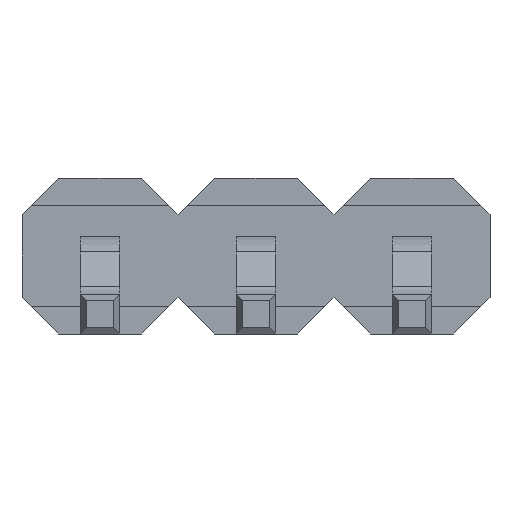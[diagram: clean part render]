
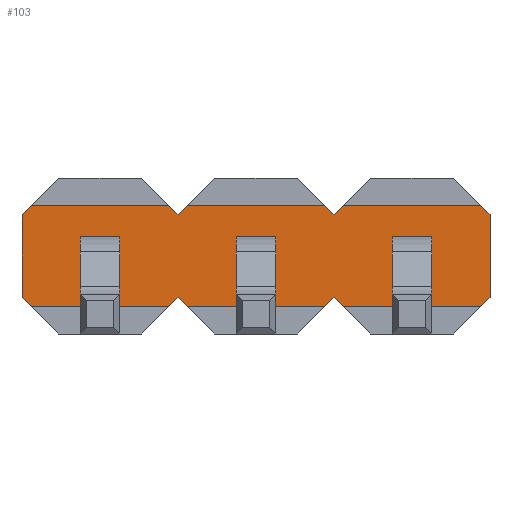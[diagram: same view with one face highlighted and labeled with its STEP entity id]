
A CAD part, front view. The second image highlights one B-rep face of the part: STEP entity #103.
In plain terms, the highlighted planar face has unit normal (0, -1, 0).
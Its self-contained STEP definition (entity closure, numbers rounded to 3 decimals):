
#103=ADVANCED_FACE('',(#1273,#1275,#1277,#1279),#1281,.F.);
#1273=FACE_BOUND('',#1274,.T.);
#1274=EDGE_LOOP('',(#2224,#2225,#2226,#2227,#2228,#2229,#2230,#2231,#2232,#2233,
#2234,#2235,#2236,#2237,#2238,#2239,#2240,#2241,#2242,#2243));
#1275=FACE_BOUND('',#1276,.T.);
#1276=EDGE_LOOP('',(#2244,#2245,#2246,#2247));
#1277=FACE_BOUND('',#1278,.T.);
#1278=EDGE_LOOP('',(#2248,#2249,#2250,#2251));
#1279=FACE_BOUND('',#1280,.T.);
#1280=EDGE_LOOP('',(#2252,#2253,#2254,#2255));
#1281=PLANE('',#1282);
#1282=AXIS2_PLACEMENT_3D('',#1283,#1284,#1285);
#1283=CARTESIAN_POINT('',(0.,3.45,0.));
#1284=DIRECTION('',(-0.,1.,0.));
#1285=DIRECTION('',(1.,0.,0.));
#2224=ORIENTED_EDGE('',*,*,#2891,.F.);
#2225=ORIENTED_EDGE('',*,*,#2892,.F.);
#2226=ORIENTED_EDGE('',*,*,#2893,.F.);
#2227=ORIENTED_EDGE('',*,*,#2894,.F.);
#2228=ORIENTED_EDGE('',*,*,#2895,.F.);
#2229=ORIENTED_EDGE('',*,*,#2896,.F.);
#2230=ORIENTED_EDGE('',*,*,#2897,.F.);
#2231=ORIENTED_EDGE('',*,*,#2898,.F.);
#2232=ORIENTED_EDGE('',*,*,#2899,.F.);
#2233=ORIENTED_EDGE('',*,*,#2900,.F.);
#2234=ORIENTED_EDGE('',*,*,#2901,.F.);
#2235=ORIENTED_EDGE('',*,*,#2902,.F.);
#2236=ORIENTED_EDGE('',*,*,#2903,.F.);
#2237=ORIENTED_EDGE('',*,*,#2835,.F.);
#2238=ORIENTED_EDGE('',*,*,#2887,.F.);
#2239=ORIENTED_EDGE('',*,*,#2904,.F.);
#2240=ORIENTED_EDGE('',*,*,#2905,.F.);
#2241=ORIENTED_EDGE('',*,*,#2906,.F.);
#2242=ORIENTED_EDGE('',*,*,#2907,.F.);
#2243=ORIENTED_EDGE('',*,*,#2908,.F.);
#2244=ORIENTED_EDGE('',*,*,#2909,.F.);
#2245=ORIENTED_EDGE('',*,*,#2910,.F.);
#2246=ORIENTED_EDGE('',*,*,#2911,.F.);
#2247=ORIENTED_EDGE('',*,*,#2912,.F.);
#2248=ORIENTED_EDGE('',*,*,#2913,.F.);
#2249=ORIENTED_EDGE('',*,*,#2914,.F.);
#2250=ORIENTED_EDGE('',*,*,#2915,.F.);
#2251=ORIENTED_EDGE('',*,*,#2916,.F.);
#2252=ORIENTED_EDGE('',*,*,#2917,.F.);
#2253=ORIENTED_EDGE('',*,*,#2918,.F.);
#2254=ORIENTED_EDGE('',*,*,#2919,.F.);
#2255=ORIENTED_EDGE('',*,*,#2920,.F.);
#2835=EDGE_CURVE('',#3179,#3181,#3182,.F.);
#2887=EDGE_CURVE('',#3281,#3179,#3282,.F.);
#2891=EDGE_CURVE('',#3288,#3289,#3290,.F.);
#2892=EDGE_CURVE('',#3291,#3288,#3292,.T.);
#2893=EDGE_CURVE('',#3293,#3291,#3294,.F.);
#2894=EDGE_CURVE('',#3295,#3293,#3296,.F.);
#2895=EDGE_CURVE('',#3297,#3295,#3298,.F.);
#2896=EDGE_CURVE('',#3299,#3297,#3300,.T.);
#2897=EDGE_CURVE('',#3301,#3299,#3302,.F.);
#2898=EDGE_CURVE('',#3303,#3301,#3304,.F.);
#2899=EDGE_CURVE('',#3305,#3303,#3306,.T.);
#2900=EDGE_CURVE('',#3307,#3305,#3308,.F.);
#2901=EDGE_CURVE('',#3309,#3307,#3310,.F.);
#2902=EDGE_CURVE('',#3311,#3309,#3312,.T.);
#2903=EDGE_CURVE('',#3181,#3311,#3313,.F.);
#2904=EDGE_CURVE('',#3314,#3281,#3315,.T.);
#2905=EDGE_CURVE('',#3316,#3314,#3317,.F.);
#2906=EDGE_CURVE('',#3318,#3316,#3319,.F.);
#2907=EDGE_CURVE('',#3320,#3318,#3321,.T.);
#2908=EDGE_CURVE('',#3289,#3320,#3322,.F.);
#2909=EDGE_CURVE('',#3323,#3324,#3325,.F.);
#2910=EDGE_CURVE('',#3326,#3323,#3327,.F.);
#2911=EDGE_CURVE('',#3328,#3326,#3329,.F.);
#2912=EDGE_CURVE('',#3324,#3328,#3330,.F.);
#2913=EDGE_CURVE('',#3331,#3332,#3333,.F.);
#2914=EDGE_CURVE('',#3334,#3331,#3335,.F.);
#2915=EDGE_CURVE('',#3336,#3334,#3337,.F.);
#2916=EDGE_CURVE('',#3332,#3336,#3338,.F.);
#2917=EDGE_CURVE('',#3339,#3340,#3341,.F.);
#2918=EDGE_CURVE('',#3342,#3339,#3343,.F.);
#2919=EDGE_CURVE('',#3344,#3342,#3345,.F.);
#2920=EDGE_CURVE('',#3340,#3344,#3346,.F.);
#3179=VERTEX_POINT('',#3747);
#3181=VERTEX_POINT('',#3751);
#3182=LINE('',#3752,#3753);
#3281=VERTEX_POINT('',#3955);
#3282=LINE('',#3956,#3957);
#3288=VERTEX_POINT('',#3970);
#3289=VERTEX_POINT('',#3971);
#3290=LINE('',#3972,#3973);
#3291=VERTEX_POINT('',#3975);
#3292=LINE('',#3976,#3977);
#3293=VERTEX_POINT('',#3979);
#3294=LINE('',#3980,#3981);
#3295=VERTEX_POINT('',#3983);
#3296=LINE('',#3984,#3985);
#3297=VERTEX_POINT('',#3987);
#3298=LINE('',#3988,#3989);
#3299=VERTEX_POINT('',#3991);
#3300=LINE('',#3992,#3993);
#3301=VERTEX_POINT('',#3995);
#3302=LINE('',#3996,#3997);
#3303=VERTEX_POINT('',#3999);
#3304=LINE('',#4000,#4001);
#3305=VERTEX_POINT('',#4003);
#3306=LINE('',#4004,#4005);
#3307=VERTEX_POINT('',#4007);
#3308=LINE('',#4008,#4009);
#3309=VERTEX_POINT('',#4011);
#3310=LINE('',#4012,#4013);
#3311=VERTEX_POINT('',#4015);
#3312=LINE('',#4016,#4017);
#3313=LINE('',#4019,#4020);
#3314=VERTEX_POINT('',#4022);
#3315=LINE('',#4023,#4024);
#3316=VERTEX_POINT('',#4026);
#3317=LINE('',#4027,#4028);
#3318=VERTEX_POINT('',#4030);
#3319=LINE('',#4031,#4032);
#3320=VERTEX_POINT('',#4034);
#3321=LINE('',#4035,#4036);
#3322=LINE('',#4038,#4039);
#3323=VERTEX_POINT('',#4041);
#3324=VERTEX_POINT('',#4042);
#3325=LINE('',#4043,#4044);
#3326=VERTEX_POINT('',#4046);
#3327=LINE('',#4047,#4048);
#3328=VERTEX_POINT('',#4050);
#3329=LINE('',#4051,#4052);
#3330=LINE('',#4054,#4055);
#3331=VERTEX_POINT('',#4057);
#3332=VERTEX_POINT('',#4058);
#3333=LINE('',#4059,#4060);
#3334=VERTEX_POINT('',#4062);
#3335=LINE('',#4063,#4064);
#3336=VERTEX_POINT('',#4066);
#3337=LINE('',#4067,#4068);
#3338=LINE('',#4070,#4071);
#3339=VERTEX_POINT('',#4073);
#3340=VERTEX_POINT('',#4074);
#3341=LINE('',#4075,#4076);
#3342=VERTEX_POINT('',#4078);
#3343=LINE('',#4079,#4080);
#3344=VERTEX_POINT('',#4082);
#3345=LINE('',#4083,#4084);
#3346=LINE('',#4086,#4087);
#3747=CARTESIAN_POINT('',(6.35,3.45,1.94));
#3751=CARTESIAN_POINT('',(6.35,3.45,0.6));
#3752=CARTESIAN_POINT('',(6.35,3.45,0.6));
#3753=VECTOR('',#3754,1.);
#3754=DIRECTION('',(0.,0.,1.));
#3955=CARTESIAN_POINT('',(6.2,3.45,2.09));
#3956=CARTESIAN_POINT('',(6.35,3.45,1.94));
#3957=VECTOR('',#3958,1.);
#3958=DIRECTION('',(-0.707,0.,0.707));
#3970=CARTESIAN_POINT('',(1.12,3.45,2.09));
#3971=CARTESIAN_POINT('',(1.27,3.45,1.94));
#3972=CARTESIAN_POINT('',(1.27,3.45,1.94));
#3973=VECTOR('',#3974,1.);
#3974=DIRECTION('',(-0.707,0.,0.707));
#3975=CARTESIAN_POINT('',(-1.12,3.45,2.09));
#3976=CARTESIAN_POINT('',(-1.12,3.45,2.09));
#3977=VECTOR('',#3978,1.);
#3978=DIRECTION('',(1.,0.,0.));
#3979=CARTESIAN_POINT('',(-1.27,3.45,1.94));
#3980=CARTESIAN_POINT('',(-1.12,3.45,2.09));
#3981=VECTOR('',#3982,1.);
#3982=DIRECTION('',(-0.707,0.,-0.707));
#3983=CARTESIAN_POINT('',(-1.27,3.45,0.6));
#3984=CARTESIAN_POINT('',(-1.27,3.45,1.94));
#3985=VECTOR('',#3986,1.);
#3986=DIRECTION('',(0.,0.,-1.));
#3987=CARTESIAN_POINT('',(-1.12,3.45,0.45));
#3988=CARTESIAN_POINT('',(-1.27,3.45,0.6));
#3989=VECTOR('',#3990,1.);
#3990=DIRECTION('',(0.707,0.,-0.707));
#3991=CARTESIAN_POINT('',(1.12,3.45,0.45));
#3992=CARTESIAN_POINT('',(1.12,3.45,0.45));
#3993=VECTOR('',#3994,1.);
#3994=DIRECTION('',(-1.,0.,0.));
#3995=CARTESIAN_POINT('',(1.27,3.45,0.6));
#3996=CARTESIAN_POINT('',(1.12,3.45,0.45));
#3997=VECTOR('',#3998,1.);
#3998=DIRECTION('',(0.707,0.,0.707));
#3999=CARTESIAN_POINT('',(1.42,3.45,0.45));
#4000=CARTESIAN_POINT('',(1.27,3.45,0.6));
#4001=VECTOR('',#4002,1.);
#4002=DIRECTION('',(0.707,0.,-0.707));
#4003=CARTESIAN_POINT('',(3.66,3.45,0.45));
#4004=CARTESIAN_POINT('',(3.66,3.45,0.45));
#4005=VECTOR('',#4006,1.);
#4006=DIRECTION('',(-1.,0.,0.));
#4007=CARTESIAN_POINT('',(3.81,3.45,0.6));
#4008=CARTESIAN_POINT('',(3.66,3.45,0.45));
#4009=VECTOR('',#4010,1.);
#4010=DIRECTION('',(0.707,0.,0.707));
#4011=CARTESIAN_POINT('',(3.96,3.45,0.45));
#4012=CARTESIAN_POINT('',(3.81,3.45,0.6));
#4013=VECTOR('',#4014,1.);
#4014=DIRECTION('',(0.707,0.,-0.707));
#4015=CARTESIAN_POINT('',(6.2,3.45,0.45));
#4016=CARTESIAN_POINT('',(6.2,3.45,0.45));
#4017=VECTOR('',#4018,1.);
#4018=DIRECTION('',(-1.,0.,0.));
#4019=CARTESIAN_POINT('',(6.2,3.45,0.45));
#4020=VECTOR('',#4021,1.);
#4021=DIRECTION('',(0.707,0.,0.707));
#4022=CARTESIAN_POINT('',(3.96,3.45,2.09));
#4023=CARTESIAN_POINT('',(3.96,3.45,2.09));
#4024=VECTOR('',#4025,1.);
#4025=DIRECTION('',(1.,0.,0.));
#4026=CARTESIAN_POINT('',(3.81,3.45,1.94));
#4027=CARTESIAN_POINT('',(3.96,3.45,2.09));
#4028=VECTOR('',#4029,1.);
#4029=DIRECTION('',(-0.707,0.,-0.707));
#4030=CARTESIAN_POINT('',(3.66,3.45,2.09));
#4031=CARTESIAN_POINT('',(3.81,3.45,1.94));
#4032=VECTOR('',#4033,1.);
#4033=DIRECTION('',(-0.707,0.,0.707));
#4034=CARTESIAN_POINT('',(1.42,3.45,2.09));
#4035=CARTESIAN_POINT('',(1.42,3.45,2.09));
#4036=VECTOR('',#4037,1.);
#4037=DIRECTION('',(1.,0.,0.));
#4038=CARTESIAN_POINT('',(1.42,3.45,2.09));
#4039=VECTOR('',#4040,1.);
#4040=DIRECTION('',(-0.707,0.,-0.707));
#4041=CARTESIAN_POINT('',(-0.32,3.45,0.95));
#4042=CARTESIAN_POINT('',(0.32,3.45,0.95));
#4043=CARTESIAN_POINT('',(0.32,3.45,0.95));
#4044=VECTOR('',#4045,1.);
#4045=DIRECTION('',(-1.,0.,0.));
#4046=CARTESIAN_POINT('',(-0.32,3.45,1.59));
#4047=CARTESIAN_POINT('',(-0.32,3.45,0.95));
#4048=VECTOR('',#4049,1.);
#4049=DIRECTION('',(0.,0.,1.));
#4050=CARTESIAN_POINT('',(0.32,3.45,1.59));
#4051=CARTESIAN_POINT('',(-0.32,3.45,1.59));
#4052=VECTOR('',#4053,1.);
#4053=DIRECTION('',(1.,0.,0.));
#4054=CARTESIAN_POINT('',(0.32,3.45,1.59));
#4055=VECTOR('',#4056,1.);
#4056=DIRECTION('',(0.,0.,-1.));
#4057=CARTESIAN_POINT('',(2.22,3.45,0.95));
#4058=CARTESIAN_POINT('',(2.86,3.45,0.95));
#4059=CARTESIAN_POINT('',(2.86,3.45,0.95));
#4060=VECTOR('',#4061,1.);
#4061=DIRECTION('',(-1.,0.,0.));
#4062=CARTESIAN_POINT('',(2.22,3.45,1.59));
#4063=CARTESIAN_POINT('',(2.22,3.45,0.95));
#4064=VECTOR('',#4065,1.);
#4065=DIRECTION('',(0.,0.,1.));
#4066=CARTESIAN_POINT('',(2.86,3.45,1.59));
#4067=CARTESIAN_POINT('',(2.22,3.45,1.59));
#4068=VECTOR('',#4069,1.);
#4069=DIRECTION('',(1.,0.,0.));
#4070=CARTESIAN_POINT('',(2.86,3.45,1.59));
#4071=VECTOR('',#4072,1.);
#4072=DIRECTION('',(0.,0.,-1.));
#4073=CARTESIAN_POINT('',(4.76,3.45,0.95));
#4074=CARTESIAN_POINT('',(5.4,3.45,0.95));
#4075=CARTESIAN_POINT('',(5.4,3.45,0.95));
#4076=VECTOR('',#4077,1.);
#4077=DIRECTION('',(-1.,0.,0.));
#4078=CARTESIAN_POINT('',(4.76,3.45,1.59));
#4079=CARTESIAN_POINT('',(4.76,3.45,0.95));
#4080=VECTOR('',#4081,1.);
#4081=DIRECTION('',(0.,0.,1.));
#4082=CARTESIAN_POINT('',(5.4,3.45,1.59));
#4083=CARTESIAN_POINT('',(4.76,3.45,1.59));
#4084=VECTOR('',#4085,1.);
#4085=DIRECTION('',(1.,0.,0.));
#4086=CARTESIAN_POINT('',(5.4,3.45,1.59));
#4087=VECTOR('',#4088,1.);
#4088=DIRECTION('',(0.,0.,-1.));
